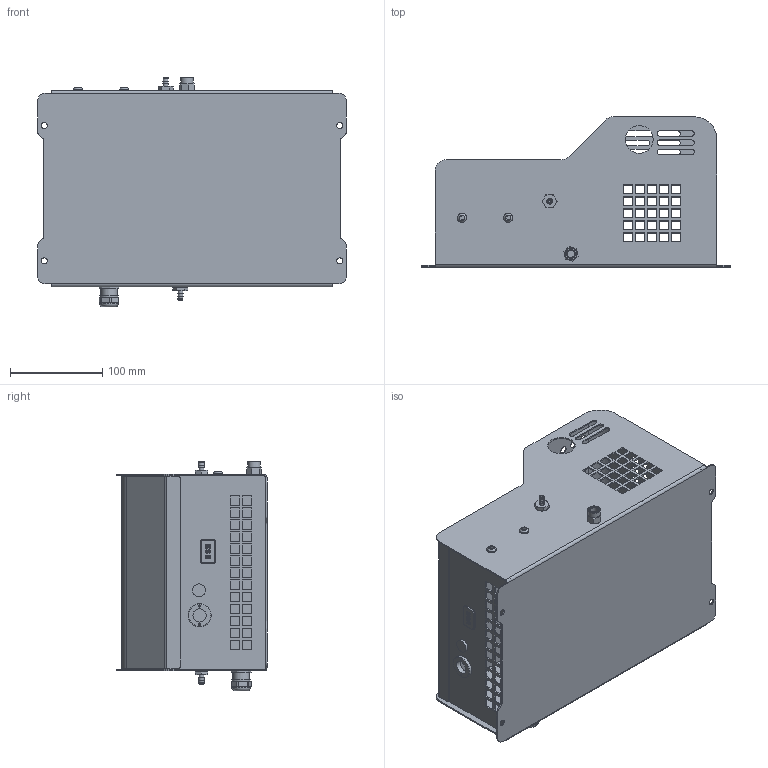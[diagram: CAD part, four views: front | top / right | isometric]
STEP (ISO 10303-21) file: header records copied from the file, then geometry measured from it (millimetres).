
FILE_DESCRIPTION(/* description */ ('STEP AP214'),/* implementation_level */ '2;1');
FILE_NAME(/* name */ 'Air Unit II [ASM-01342].step',/* time_stamp */ '2025-11-11T13:45:15+02:00',/* author */ (''),/* organization */ (''),/* preprocessor_version */ 'ST-DEVELOPER v20.1',/* originating_system */ 'Autodesk Translation Framework v14.21.0.0',/* authorisation */ '');
FILE_SCHEMA (('AUTOMOTIVE_DESIGN { 1 0 10303 214 3 1 1 }'));
Length unit declared in the file: millimetre
Products named in the file (1): ASM-01402
Bounding box: 334 x 162.5 x 248.84 mm (x, y, z)
Volume: 371002.2 mm3; surface area: 540159.7 mm2
Topology: 1 solids, 2 shells, 989 faces, 2784 edges, 1837 vertices
Faces by surface type: plane 691, cylinder 182, bspline 65, cone 42, torus 7, sphere 2
Full cylindrical faces by diameter (mm): 2 x2, 2.8 x2, 5.2 x2, 5.5 x2, 6.5 x4, 8 x76, 10 x4, 10.1 x1, 13.5 x1, 14 x3, 14.5 x1, 17.799 x1, 18.018 x1, 20 x2, 25 x1, 30 x1
Entity records: 32974 total; most frequent: CARTESIAN_POINT 6707, ORIENTED_EDGE 5564, DIRECTION 4962, EDGE_CURVE 2782, LINE 2126, VECTOR 2126, VERTEX_POINT 1837, EDGE_LOOP 1421
